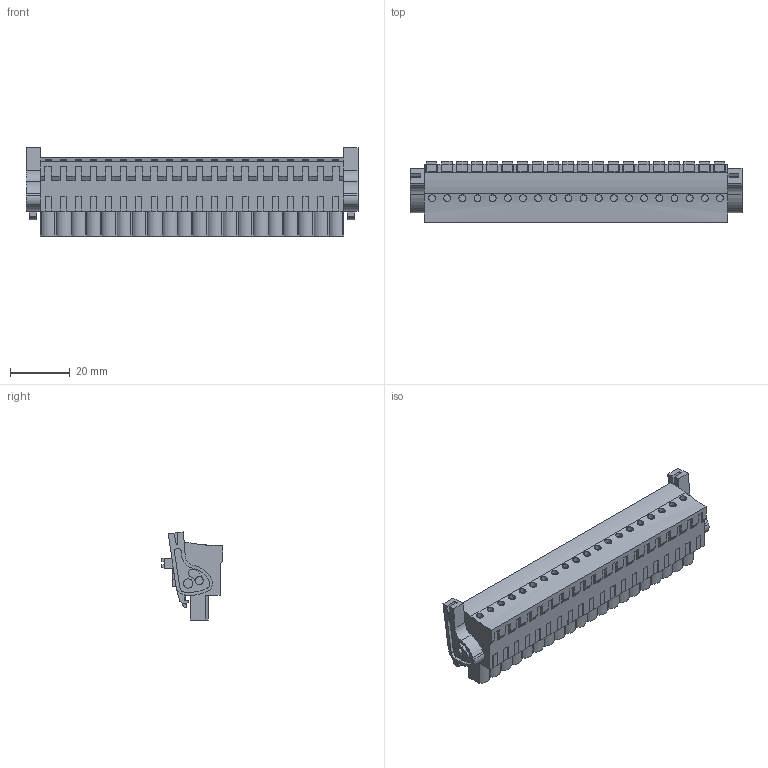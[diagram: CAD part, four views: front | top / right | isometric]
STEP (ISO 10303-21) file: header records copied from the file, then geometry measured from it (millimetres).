
FILE_DESCRIPTION(('CATIA V5 STEP Exchange','CAx-IF Rec.Pracs.--- Model Styling and Organization---1.4--- 2014-01-23'),'2;1');
FILE_NAME ('D1446346_0_1002460000_1002460000.stp','2017-09-09T07:40:03+00:00',('none'),('Weidmueller'),'CATIA Version 5-6 Release 2016','CATIA V5 STEP AP214','none');
FILE_SCHEMA(('AUTOMOTIVE_DESIGN { 1 0 10303 214 1 1 1 1 }'));
Length unit declared in the file: millimetre
Products named in the file (1): 1002460000
Bounding box: 111.3 x 20.64 x 29.52 mm (x, y, z)
Volume: 32112.1 mm3; surface area: 14679.2 mm2
Topology: 23 solids, 23 shells, 1401 faces, 4020 edges, 2755 vertices
Faces by surface type: plane 1093, cylinder 298, extrusion 10
Entity records: 42269 total; most frequent: CARTESIAN_POINT 8192, ORIENTED_EDGE 8040, DIRECTION 5361, EDGE_CURVE 4020, VECTOR 3327, LINE 3317, VERTEX_POINT 2755, EDGE_LOOP 1499
